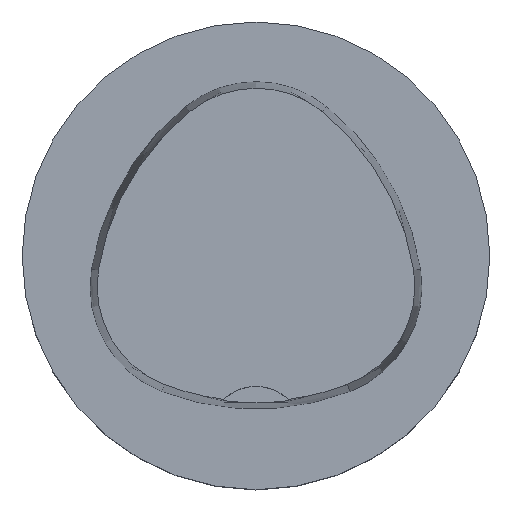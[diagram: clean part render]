
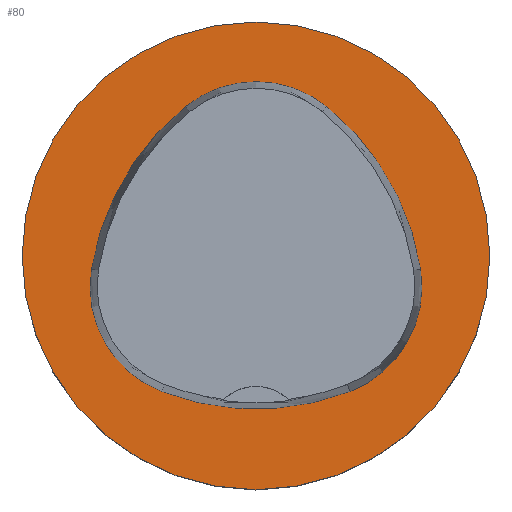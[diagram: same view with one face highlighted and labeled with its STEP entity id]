
A CAD part, top view. The second image highlights one B-rep face of the part: STEP entity #80.
In plain terms, the highlighted planar face has unit normal (0, 0, 1).
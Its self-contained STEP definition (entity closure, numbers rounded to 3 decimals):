
#37=PLANE('',#335);
#80=ADVANCED_FACE('',(#96,#97),#37,.T.);
#96=FACE_BOUND('',#121,.T.);
#97=FACE_BOUND('',#122,.T.);
#121=EDGE_LOOP('',(#178,#179,#180,#181,#182,#183));
#122=EDGE_LOOP('',(#184));
#178=ORIENTED_EDGE('',*,*,#253,.T.);
#179=ORIENTED_EDGE('',*,*,#233,.T.);
#180=ORIENTED_EDGE('',*,*,#237,.T.);
#181=ORIENTED_EDGE('',*,*,#240,.T.);
#182=ORIENTED_EDGE('',*,*,#243,.T.);
#183=ORIENTED_EDGE('',*,*,#251,.T.);
#184=ORIENTED_EDGE('',*,*,#231,.F.);
#206=VERTEX_POINT('',#458);
#208=VERTEX_POINT('',#463);
#209=VERTEX_POINT('',#464);
#212=VERTEX_POINT('',#472);
#214=VERTEX_POINT('',#478);
#216=VERTEX_POINT('',#484);
#223=VERTEX_POINT('',#505);
#231=EDGE_CURVE('',#206,#206,#264,.T.);
#233=EDGE_CURVE('',#208,#209,#266,.T.);
#237=EDGE_CURVE('',#209,#212,#268,.T.);
#240=EDGE_CURVE('',#212,#214,#270,.T.);
#243=EDGE_CURVE('',#214,#216,#272,.T.);
#251=EDGE_CURVE('',#216,#223,#276,.T.);
#253=EDGE_CURVE('',#223,#208,#278,.T.);
#264=CIRCLE('',#310,25.);
#266=CIRCLE('',#313,28.);
#268=CIRCLE('',#316,12.);
#270=CIRCLE('',#319,28.);
#272=CIRCLE('',#322,12.);
#276=CIRCLE('',#327,28.);
#278=CIRCLE('',#330,12.);
#310=AXIS2_PLACEMENT_3D('',#457,#361,#362);
#313=AXIS2_PLACEMENT_3D('',#462,#367,#368);
#316=AXIS2_PLACEMENT_3D('',#471,#375,#376);
#319=AXIS2_PLACEMENT_3D('',#477,#382,#383);
#322=AXIS2_PLACEMENT_3D('',#483,#389,#390);
#327=AXIS2_PLACEMENT_3D('',#506,#401,#402);
#330=AXIS2_PLACEMENT_3D('',#509,#407,#408);
#335=AXIS2_PLACEMENT_3D('',#514,#417,#418);
#361=DIRECTION('',(0.,0.,-1.));
#362=DIRECTION('',(-1.,0.,0.));
#367=DIRECTION('',(0.,0.,-1.));
#368=DIRECTION('',(-1.,0.,0.));
#375=DIRECTION('',(0.,0.,-1.));
#376=DIRECTION('',(-1.,0.,0.));
#382=DIRECTION('',(0.,0.,-1.));
#383=DIRECTION('',(-1.,0.,0.));
#389=DIRECTION('',(0.,0.,-1.));
#390=DIRECTION('',(-1.,0.,0.));
#401=DIRECTION('',(0.,0.,-1.));
#402=DIRECTION('',(-1.,0.,0.));
#407=DIRECTION('',(0.,0.,-1.));
#408=DIRECTION('',(-1.,0.,0.));
#417=DIRECTION('',(0.,0.,1.));
#418=DIRECTION('',(1.,0.,0.));
#457=CARTESIAN_POINT('',(0.,0.,0.));
#458=CARTESIAN_POINT('',(-25.,0.,0.));
#462=CARTESIAN_POINT('',(10.068,-5.824,0.));
#463=CARTESIAN_POINT('',(-17.584,-1.424,0.));
#464=CARTESIAN_POINT('',(-7.531,15.953,0.));
#471=CARTESIAN_POINT('',(0.011,6.62,0.));
#472=CARTESIAN_POINT('',(7.567,15.942,0.));
#477=CARTESIAN_POINT('',(-10.063,-5.81,0.));
#478=CARTESIAN_POINT('',(17.59,-1.418,0.));
#483=CARTESIAN_POINT('',(5.739,-3.3,0.));
#484=CARTESIAN_POINT('',(10.05,-14.499,0.));
#505=CARTESIAN_POINT('',(-10.025,-14.516,0.));
#506=CARTESIAN_POINT('',(-0.01,11.631,0.));
#509=CARTESIAN_POINT('',(-5.733,-3.31,0.));
#514=CARTESIAN_POINT('',(0.,0.,0.));
